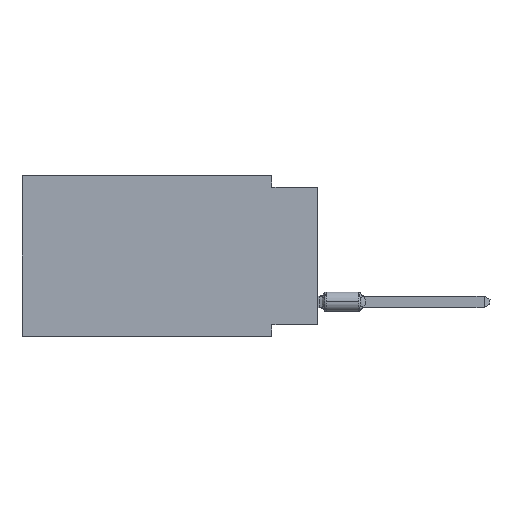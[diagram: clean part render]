
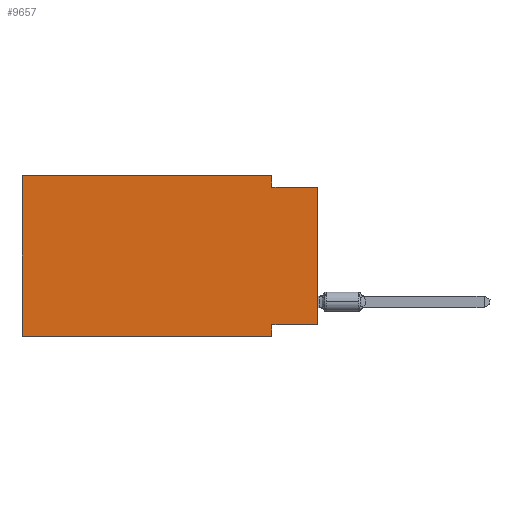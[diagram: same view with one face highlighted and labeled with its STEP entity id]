
A CAD part, left-side view. The second image highlights one B-rep face of the part: STEP entity #9657.
In plain terms, the highlighted planar face has unit normal (-1, 0, 0).
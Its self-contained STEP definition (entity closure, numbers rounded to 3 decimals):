
#698 = VERTEX_POINT ( 'NONE', #3916 ) ;
#1025 = CARTESIAN_POINT ( 'NONE',  ( 0., 16.383, -8.89 ) ) ;
#1233 = DIRECTION ( 'NONE',  ( 0., -1., 0. ) ) ;
#1929 = CARTESIAN_POINT ( 'NONE',  ( 0., 2.54, 0. ) ) ;
#2551 = EDGE_CURVE ( 'NONE', #19264, #12882, #4353, .T. ) ;
#2618 = DIRECTION ( 'NONE',  ( 0., 0., 1. ) ) ;
#3286 = CARTESIAN_POINT ( 'NONE',  ( 0., 0., -8.255 ) ) ;
#3359 = VERTEX_POINT ( 'NONE', #18008 ) ;
#3653 = LINE ( 'NONE', #15436, #7109 ) ;
#3695 = CARTESIAN_POINT ( 'NONE',  ( 0., 16.383, 0. ) ) ;
#3872 = DIRECTION ( 'NONE',  ( 0., -1., 0. ) ) ;
#3916 = CARTESIAN_POINT ( 'NONE',  ( 0., 16.383, -8.89 ) ) ;
#3991 = PLANE ( 'NONE',  #18790 ) ;
#4353 = LINE ( 'NONE', #17594, #15328 ) ;
#4657 = LINE ( 'NONE', #10649, #11169 ) ;
#4955 = EDGE_CURVE ( 'NONE', #698, #3359, #8379, .T. ) ;
#4980 = CARTESIAN_POINT ( 'NONE',  ( 0., 0., -0.635 ) ) ;
#5464 = CARTESIAN_POINT ( 'NONE',  ( 0., 16.383, 0. ) ) ;
#5558 = DIRECTION ( 'NONE',  ( 0., 0., -1. ) ) ;
#6140 = CARTESIAN_POINT ( 'NONE',  ( 0., 2.54, -8.255 ) ) ;
#6156 = ORIENTED_EDGE ( 'NONE', *, *, #12873, .F. ) ;
#6314 = DIRECTION ( 'NONE',  ( 0., 0., 1. ) ) ;
#6402 = EDGE_CURVE ( 'NONE', #698, #10059, #7238, .T. ) ;
#6519 = VERTEX_POINT ( 'NONE', #12835 ) ;
#6924 = DIRECTION ( 'NONE',  ( 1., 0., 0. ) ) ;
#7109 = VECTOR ( 'NONE', #8349, 1000. ) ;
#7238 = LINE ( 'NONE', #5464, #8028 ) ;
#7896 = CARTESIAN_POINT ( 'NONE',  ( 0., 2.54, -0.635 ) ) ;
#7912 = LINE ( 'NONE', #4980, #9406 ) ;
#8028 = VECTOR ( 'NONE', #2618, 1000. ) ;
#8097 = DIRECTION ( 'NONE',  ( 0., 0., -1. ) ) ;
#8349 = DIRECTION ( 'NONE',  ( 0., 0., -1. ) ) ;
#8379 = LINE ( 'NONE', #1025, #15936 ) ;
#8404 = ORIENTED_EDGE ( 'NONE', *, *, #9542, .F. ) ;
#9168 = ORIENTED_EDGE ( 'NONE', *, *, #4955, .T. ) ;
#9406 = VECTOR ( 'NONE', #15763, 1000. ) ;
#9542 = EDGE_CURVE ( 'NONE', #18216, #15753, #7912, .T. ) ;
#9579 = LINE ( 'NONE', #3695, #18083 ) ;
#9657 = ADVANCED_FACE ( 'NONE', ( #9977 ), #3991, .F. ) ;
#9913 = ORIENTED_EDGE ( 'NONE', *, *, #11548, .T. ) ;
#9977 = FACE_OUTER_BOUND ( 'NONE', #10303, .T. ) ;
#10047 = CARTESIAN_POINT ( 'NONE',  ( 0., 16.383, 0. ) ) ;
#10059 = VERTEX_POINT ( 'NONE', #10047 ) ;
#10303 = EDGE_LOOP ( 'NONE', ( #9913, #8404, #6156, #13193, #16201, #9168, #17754, #19194 ) ) ;
#10649 = CARTESIAN_POINT ( 'NONE',  ( 0., 0., 0. ) ) ;
#10708 = CARTESIAN_POINT ( 'NONE',  ( 0., 0., -0.635 ) ) ;
#11169 = VECTOR ( 'NONE', #6314, 1000. ) ;
#11548 = EDGE_CURVE ( 'NONE', #19264, #15753, #4657, .T. ) ;
#11816 = DIRECTION ( 'NONE',  ( 0., 1., 0. ) ) ;
#12165 = VECTOR ( 'NONE', #8097, 1000. ) ;
#12835 = CARTESIAN_POINT ( 'NONE',  ( 0., 2.54, 0. ) ) ;
#12873 = EDGE_CURVE ( 'NONE', #6519, #18216, #16945, .T. ) ;
#12882 = VERTEX_POINT ( 'NONE', #6140 ) ;
#13193 = ORIENTED_EDGE ( 'NONE', *, *, #13575, .F. ) ;
#13575 = EDGE_CURVE ( 'NONE', #10059, #6519, #9579, .T. ) ;
#14686 = CARTESIAN_POINT ( 'NONE',  ( 0., 16.383, 0. ) ) ;
#15328 = VECTOR ( 'NONE', #11816, 1000. ) ;
#15436 = CARTESIAN_POINT ( 'NONE',  ( 0., 2.54, -8.89 ) ) ;
#15753 = VERTEX_POINT ( 'NONE', #10708 ) ;
#15763 = DIRECTION ( 'NONE',  ( 0., -1., 0. ) ) ;
#15936 = VECTOR ( 'NONE', #1233, 1000. ) ;
#16201 = ORIENTED_EDGE ( 'NONE', *, *, #6402, .F. ) ;
#16718 = EDGE_CURVE ( 'NONE', #12882, #3359, #3653, .T. ) ;
#16945 = LINE ( 'NONE', #1929, #12165 ) ;
#17594 = CARTESIAN_POINT ( 'NONE',  ( 0., 0., -8.255 ) ) ;
#17754 = ORIENTED_EDGE ( 'NONE', *, *, #16718, .F. ) ;
#18008 = CARTESIAN_POINT ( 'NONE',  ( 0., 2.54, -8.89 ) ) ;
#18083 = VECTOR ( 'NONE', #3872, 1000. ) ;
#18216 = VERTEX_POINT ( 'NONE', #7896 ) ;
#18790 = AXIS2_PLACEMENT_3D ( 'NONE', #14686, #6924, #5558 ) ;
#19194 = ORIENTED_EDGE ( 'NONE', *, *, #2551, .F. ) ;
#19264 = VERTEX_POINT ( 'NONE', #3286 ) ;
